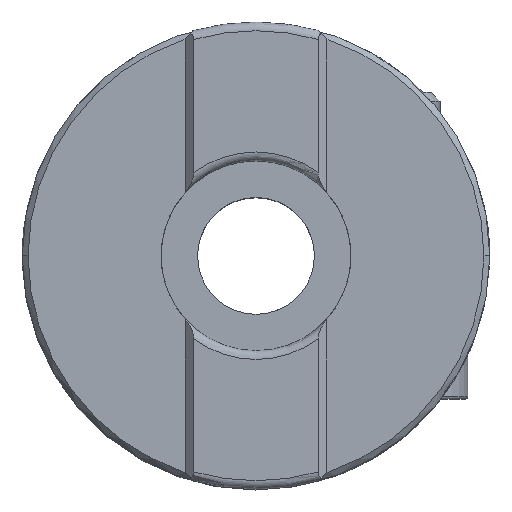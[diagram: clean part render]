
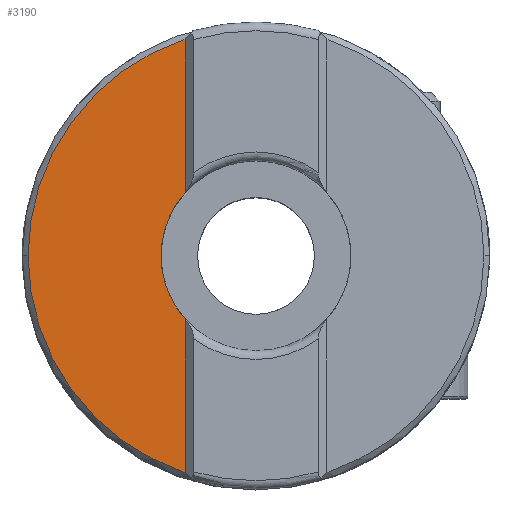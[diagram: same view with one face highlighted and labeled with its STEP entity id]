
A CAD part, top view. The second image highlights one B-rep face of the part: STEP entity #3190.
In plain terms, the highlighted planar face has unit normal (0, 0, 1).
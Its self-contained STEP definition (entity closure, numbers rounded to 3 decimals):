
#1 = CARTESIAN_POINT ( 'NONE',  ( -2.43, 7.412, 7.7 ) ) ;
#5 = EDGE_CURVE ( 'NONE', #516, #2037, #2794, .T. ) ;
#186 = EDGE_CURVE ( 'NONE', #1085, #3172, #1908, .T. ) ;
#210 = AXIS2_PLACEMENT_3D ( 'NONE', #722, #1442, #3196 ) ;
#260 = DIRECTION ( 'NONE',  ( 0., 0., -1. ) ) ;
#339 = ORIENTED_EDGE ( 'NONE', *, *, #186, .F. ) ;
#437 = DIRECTION ( 'NONE',  ( 1., 0., 0. ) ) ;
#444 = DIRECTION ( 'NONE',  ( 0., 0., 1. ) ) ;
#477 = CARTESIAN_POINT ( 'NONE',  ( 0., 0., 7.7 ) ) ;
#516 = VERTEX_POINT ( 'NONE', #2723 ) ;
#583 = AXIS2_PLACEMENT_3D ( 'NONE', #2019, #260, #3037 ) ;
#713 = PLANE ( 'NONE',  #1181 ) ;
#722 = CARTESIAN_POINT ( 'NONE',  ( 0., 0., 7.7 ) ) ;
#739 = AXIS2_PLACEMENT_3D ( 'NONE', #903, #1913, #437 ) ;
#847 = EDGE_CURVE ( 'NONE', #2322, #1085, #2364, .T. ) ;
#903 = CARTESIAN_POINT ( 'NONE',  ( 0., 0., 7.7 ) ) ;
#1005 = EDGE_CURVE ( 'NONE', #516, #3172, #3061, .T. ) ;
#1055 = ORIENTED_EDGE ( 'NONE', *, *, #2583, .F. ) ;
#1060 = CARTESIAN_POINT ( 'NONE',  ( -7.8, 0., 7.7 ) ) ;
#1085 = VERTEX_POINT ( 'NONE', #1060 ) ;
#1181 = AXIS2_PLACEMENT_3D ( 'NONE', #1495, #2771, #2249 ) ;
#1220 = ORIENTED_EDGE ( 'NONE', *, *, #847, .F. ) ;
#1442 = DIRECTION ( 'NONE',  ( 0., 0., 1. ) ) ;
#1463 = AXIS2_PLACEMENT_3D ( 'NONE', #477, #444, #3002 ) ;
#1495 = CARTESIAN_POINT ( 'NONE',  ( 0., 0., 7.7 ) ) ;
#1566 = VECTOR ( 'NONE', #1840, 1000. ) ;
#1579 = DIRECTION ( 'NONE',  ( 0., 1., 0. ) ) ;
#1619 = CARTESIAN_POINT ( 'NONE',  ( -2.43, -7.412, 7.7 ) ) ;
#1621 = VERTEX_POINT ( 'NONE', #2642 ) ;
#1740 = EDGE_LOOP ( 'NONE', ( #2932, #2709, #339, #1220, #2351, #1055 ) ) ;
#1779 = FACE_OUTER_BOUND ( 'NONE', #1740, .T. ) ;
#1840 = DIRECTION ( 'NONE',  ( 0., 1., 0. ) ) ;
#1862 = CARTESIAN_POINT ( 'NONE',  ( -2.43, 7.622, 7.7 ) ) ;
#1876 = CARTESIAN_POINT ( 'NONE',  ( -3.25, 0., 7.7 ) ) ;
#1908 = CIRCLE ( 'NONE', #583, 7.8 ) ;
#1913 = DIRECTION ( 'NONE',  ( 0., 0., -1. ) ) ;
#2019 = CARTESIAN_POINT ( 'NONE',  ( 0., 0., 7.7 ) ) ;
#2037 = VERTEX_POINT ( 'NONE', #1876 ) ;
#2249 = DIRECTION ( 'NONE',  ( 1., 0., 0. ) ) ;
#2322 = VERTEX_POINT ( 'NONE', #1619 ) ;
#2324 = CARTESIAN_POINT ( 'NONE',  ( -2.43, 7.622, 7.7 ) ) ;
#2351 = ORIENTED_EDGE ( 'NONE', *, *, #2426, .T. ) ;
#2364 = CIRCLE ( 'NONE', #739, 7.8 ) ;
#2426 = EDGE_CURVE ( 'NONE', #2322, #1621, #2569, .T. ) ;
#2569 = LINE ( 'NONE', #2324, #1566 ) ;
#2583 = EDGE_CURVE ( 'NONE', #2037, #1621, #2873, .T. ) ;
#2642 = CARTESIAN_POINT ( 'NONE',  ( -2.43, -2.158, 7.7 ) ) ;
#2709 = ORIENTED_EDGE ( 'NONE', *, *, #1005, .T. ) ;
#2723 = CARTESIAN_POINT ( 'NONE',  ( -2.43, 2.158, 7.7 ) ) ;
#2736 = VECTOR ( 'NONE', #1579, 1000. ) ;
#2771 = DIRECTION ( 'NONE',  ( 0., 0., 1. ) ) ;
#2794 = CIRCLE ( 'NONE', #210, 3.25 ) ;
#2873 = CIRCLE ( 'NONE', #1463, 3.25 ) ;
#2932 = ORIENTED_EDGE ( 'NONE', *, *, #5, .F. ) ;
#3002 = DIRECTION ( 'NONE',  ( 1., 0., 0. ) ) ;
#3037 = DIRECTION ( 'NONE',  ( 1., 0., 0. ) ) ;
#3061 = LINE ( 'NONE', #1862, #2736 ) ;
#3172 = VERTEX_POINT ( 'NONE', #1 ) ;
#3190 = ADVANCED_FACE ( 'NONE', ( #1779 ), #713, .T. ) ;
#3196 = DIRECTION ( 'NONE',  ( 1., 0., 0. ) ) ;
